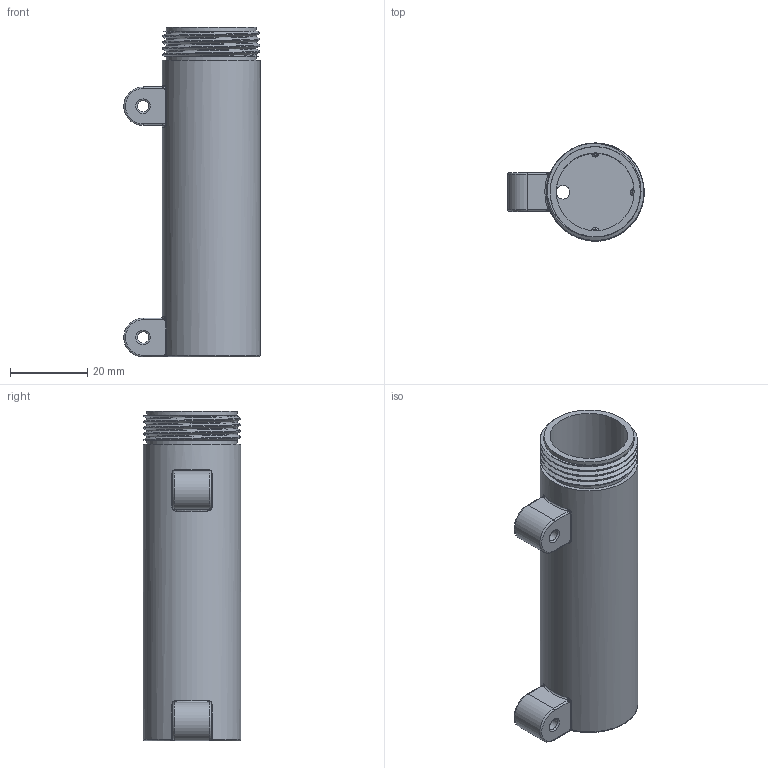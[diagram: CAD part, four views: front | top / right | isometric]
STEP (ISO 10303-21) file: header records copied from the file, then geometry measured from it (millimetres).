
FILE_DESCRIPTION(/* description */ (''),/* implementation_level */ '2;1');
FILE_NAME(/* name */ 'Tube v1.step',/* time_stamp */ '2025-07-20T14:56:01-07:00',/* author */ (''),/* organization */ (''),/* preprocessor_version */ 'ST-DEVELOPER v20.1',/* originating_system */ 'Autodesk Translation Framework v14.10.0.0',/* authorisation */ '');
FILE_SCHEMA (('AUTOMOTIVE_DESIGN { 1 0 10303 214 3 1 1 }'));
Length unit declared in the file: millimetre
Products named in the file (1): Tube
Bounding box: 35.4 x 25.4 x 85.5 mm (x, y, z)
Volume: 18196.5 mm3; surface area: 14318.4 mm2
Topology: 1 solids, 1 shells, 128 faces, 334 edges, 205 vertices
Faces by surface type: bspline 62, cylinder 34, torus 19, plane 13
Full cylindrical faces by diameter (mm): 3 x2, 3.5 x1, 20.2 x1, 23.4 x2, 23.47 x3, 25.243 x3, 25.4 x1
Entity records: 8027 total; most frequent: CARTESIAN_POINT 5233, ORIENTED_EDGE 656, DIRECTION 466, EDGE_CURVE 328, VERTEX_POINT 205, AXIS2_PLACEMENT_3D 205, CIRCLE 138, EDGE_LOOP 137
